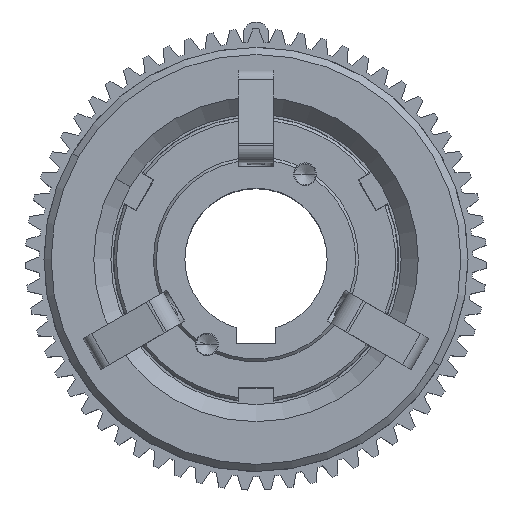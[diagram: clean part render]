
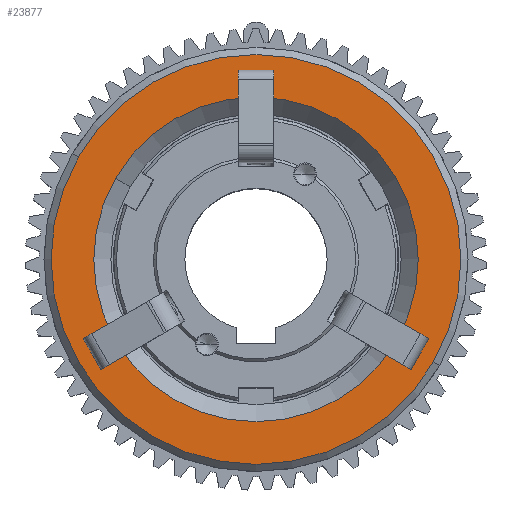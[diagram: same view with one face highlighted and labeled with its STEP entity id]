
A CAD part, top view. The second image highlights one B-rep face of the part: STEP entity #23877.
In plain terms, the highlighted planar face has unit normal (0, 0, 1).
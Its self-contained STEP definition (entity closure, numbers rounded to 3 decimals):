
#23877 = ADVANCED_FACE ( 'NONE', ( #54540, #54535 ), #54534, .T. ) ;
#23878 = EDGE_LOOP ( 'NONE', ( #23879, #23881 ) ) ;
#23879 = ORIENTED_EDGE ( 'NONE', *, *, #23880, .T. ) ;
#23880 = EDGE_CURVE ( 'NONE', #32650, #32649, #54528, .T. ) ;
#23881 = ORIENTED_EDGE ( 'NONE', *, *, #32648, .T. ) ;
#23882 = EDGE_LOOP ( 'NONE', ( #23883, #23886 ) ) ;
#23883 = ORIENTED_EDGE ( 'NONE', *, *, #23884, .F. ) ;
#23884 = EDGE_CURVE ( 'NONE', #32697, #32694, #54590, .T. ) ;
#23886 = ORIENTED_EDGE ( 'NONE', *, *, #32696, .F. ) ;
#32648 = EDGE_CURVE ( 'NONE', #32649, #32650, #69297, .T. ) ;
#32649 = VERTEX_POINT ( 'NONE', #69350 ) ;
#32650 = VERTEX_POINT ( 'NONE', #69349 ) ;
#32694 = VERTEX_POINT ( 'NONE', #69439 ) ;
#32696 = EDGE_CURVE ( 'NONE', #32694, #32697, #69438, .T. ) ;
#32697 = VERTEX_POINT ( 'NONE', #69433 ) ;
#54525 = DIRECTION ( 'NONE',  ( 0.866, -0.5, 0. ) ) ;
#54526 = DIRECTION ( 'NONE',  ( 0., 0., 1. ) ) ;
#54527 = AXIS2_PLACEMENT_3D ( 'NONE', #54532, #54526, #54525 ) ;
#54528 = CIRCLE ( 'NONE', #54527, 144. ) ;
#54529 = DIRECTION ( 'NONE',  ( 0.866, -0.5, 0. ) ) ;
#54530 = DIRECTION ( 'NONE',  ( 0., 0., 1. ) ) ;
#54531 = CARTESIAN_POINT ( 'NONE',  ( 0., 0., 198. ) ) ;
#54532 = CARTESIAN_POINT ( 'NONE',  ( 0., 0., 198. ) ) ;
#54533 = AXIS2_PLACEMENT_3D ( 'NONE', #54531, #54530, #54529 ) ;
#54534 = PLANE ( 'NONE',  #54533 ) ;
#54535 = FACE_BOUND ( 'NONE', #23882, .T. ) ;
#54540 = FACE_OUTER_BOUND ( 'NONE', #23878, .T. ) ;
#54586 = DIRECTION ( 'NONE',  ( 0.866, -0.5, 0. ) ) ;
#54587 = DIRECTION ( 'NONE',  ( 0., 0., 1. ) ) ;
#54588 = CARTESIAN_POINT ( 'NONE',  ( 0., 0., 198. ) ) ;
#54589 = AXIS2_PLACEMENT_3D ( 'NONE', #54588, #54587, #54586 ) ;
#54590 = CIRCLE ( 'NONE', #54589, 114. ) ;
#69289 = DIRECTION ( 'NONE',  ( 0.866, -0.5, 0. ) ) ;
#69290 = DIRECTION ( 'NONE',  ( 0., 0., 1. ) ) ;
#69291 = CARTESIAN_POINT ( 'NONE',  ( 0., 0., 198. ) ) ;
#69292 = AXIS2_PLACEMENT_3D ( 'NONE', #69291, #69290, #69289 ) ;
#69297 = CIRCLE ( 'NONE', #69292, 144. ) ;
#69349 = CARTESIAN_POINT ( 'NONE',  ( -124.708, 72., 198. ) ) ;
#69350 = CARTESIAN_POINT ( 'NONE',  ( 124.708, -72., 198. ) ) ;
#69433 = CARTESIAN_POINT ( 'NONE',  ( 98.727, -57., 198. ) ) ;
#69434 = DIRECTION ( 'NONE',  ( 0.866, -0.5, 0. ) ) ;
#69435 = DIRECTION ( 'NONE',  ( 0., 0., 1. ) ) ;
#69436 = CARTESIAN_POINT ( 'NONE',  ( 0., 0., 198. ) ) ;
#69437 = AXIS2_PLACEMENT_3D ( 'NONE', #69436, #69435, #69434 ) ;
#69438 = CIRCLE ( 'NONE', #69437, 114. ) ;
#69439 = CARTESIAN_POINT ( 'NONE',  ( -98.727, 57., 198. ) ) ;
